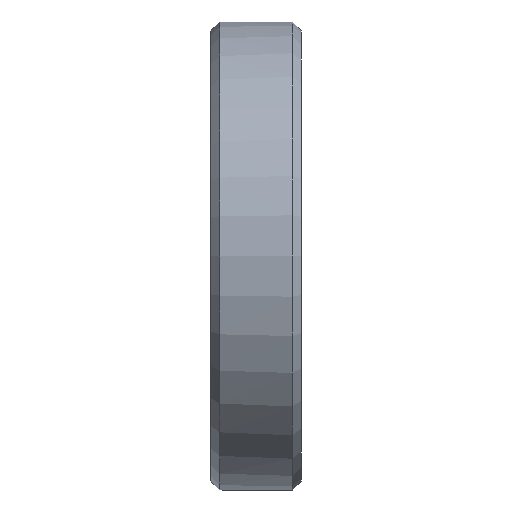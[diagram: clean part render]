
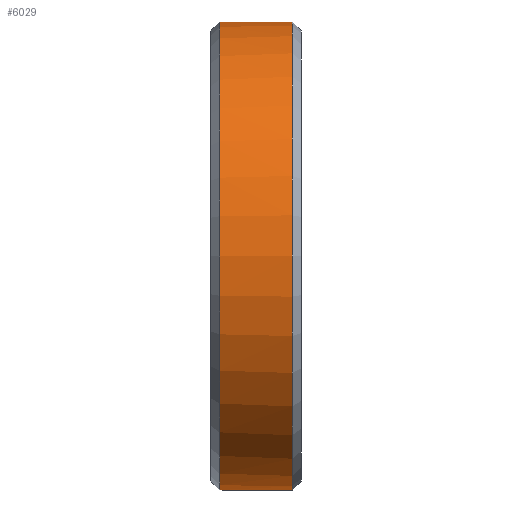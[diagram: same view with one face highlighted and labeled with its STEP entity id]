
A CAD part, left-side view. The second image highlights one B-rep face of the part: STEP entity #6029.
In plain terms, the highlighted cylindrical face has radius 13.145 mm (diameter 26.29 mm), a partial arc.
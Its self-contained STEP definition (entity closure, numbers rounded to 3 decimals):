
#444 = CARTESIAN_POINT ( 'NONE',  ( 0., 0.5, 0. ) ) ;
#626 = DIRECTION ( 'NONE',  ( 0., 0., 1. ) ) ;
#692 = CARTESIAN_POINT ( 'NONE',  ( 0., 4.45, 13.145 ) ) ;
#693 = DIRECTION ( 'NONE',  ( 0., 0., 1. ) ) ;
#773 = EDGE_CURVE ( 'NONE', #10715, #11302, #9267, .T. ) ;
#827 = CARTESIAN_POINT ( 'NONE',  ( 0., 0.5, 13.145 ) ) ;
#848 = FACE_OUTER_BOUND ( 'NONE', #5520, .T. ) ;
#951 = CARTESIAN_POINT ( 'NONE',  ( 0., 4.45, 0. ) ) ;
#1183 = DIRECTION ( 'NONE',  ( 0., 0., -1. ) ) ;
#1330 = VERTEX_POINT ( 'NONE', #3007 ) ;
#1351 = EDGE_CURVE ( 'NONE', #5006, #2384, #9083, .T. ) ;
#1392 = LINE ( 'NONE', #6012, #4922 ) ;
#1636 = ORIENTED_EDGE ( 'NONE', *, *, #7235, .F. ) ;
#1841 = ORIENTED_EDGE ( 'NONE', *, *, #2137, .T. ) ;
#2137 = EDGE_CURVE ( 'NONE', #9542, #5006, #3061, .T. ) ;
#2160 = EDGE_CURVE ( 'NONE', #11517, #2384, #4763, .T. ) ;
#2181 = CARTESIAN_POINT ( 'NONE',  ( 0., 5.1, 13.145 ) ) ;
#2384 = VERTEX_POINT ( 'NONE', #827 ) ;
#2385 = AXIS2_PLACEMENT_3D ( 'NONE', #9458, #3391, #693 ) ;
#2416 = CARTESIAN_POINT ( 'NONE',  ( -0.45, 4.6, 13.137 ) ) ;
#2615 = CIRCLE ( 'NONE', #2985, 13.145 ) ;
#2630 = AXIS2_PLACEMENT_3D ( 'NONE', #5944, #9497, #626 ) ;
#2848 = CARTESIAN_POINT ( 'NONE',  ( -0.45, 5.1, -13.137 ) ) ;
#2859 = EDGE_CURVE ( 'NONE', #11302, #9641, #5637, .T. ) ;
#2985 = AXIS2_PLACEMENT_3D ( 'NONE', #951, #10758, #8786 ) ;
#3007 = CARTESIAN_POINT ( 'NONE',  ( -0.45, 4.45, 13.137 ) ) ;
#3061 = LINE ( 'NONE', #11159, #4764 ) ;
#3184 = AXIS2_PLACEMENT_3D ( 'NONE', #7104, #10656, #1183 ) ;
#3391 = DIRECTION ( 'NONE',  ( 0., -1., 0. ) ) ;
#3542 = CYLINDRICAL_SURFACE ( 'NONE', #3184, 13.145 ) ;
#3938 = CIRCLE ( 'NONE', #2630, 13.145 ) ;
#4004 = DIRECTION ( 'NONE',  ( 0., 1., 0. ) ) ;
#4763 = LINE ( 'NONE', #2181, #10160 ) ;
#4764 = VECTOR ( 'NONE', #6556, 1000. ) ;
#4865 = CARTESIAN_POINT ( 'NONE',  ( 0., 0.5, -13.145 ) ) ;
#4922 = VECTOR ( 'NONE', #10272, 1000. ) ;
#5006 = VERTEX_POINT ( 'NONE', #4865 ) ;
#5520 = EDGE_LOOP ( 'NONE', ( #6064, #5569, #6934, #10189, #5571, #1636, #1841, #8085 ) ) ;
#5569 = ORIENTED_EDGE ( 'NONE', *, *, #6893, .F. ) ;
#5571 = ORIENTED_EDGE ( 'NONE', *, *, #2859, .T. ) ;
#5637 = LINE ( 'NONE', #2848, #8856 ) ;
#5743 = DIRECTION ( 'NONE',  ( 0., -1., 0. ) ) ;
#5944 = CARTESIAN_POINT ( 'NONE',  ( 0., 4.45, 0. ) ) ;
#6012 = CARTESIAN_POINT ( 'NONE',  ( -0.45, 5.1, 13.137 ) ) ;
#6029 = ADVANCED_FACE ( 'NONE', ( #848 ), #3542, .T. ) ;
#6064 = ORIENTED_EDGE ( 'NONE', *, *, #2160, .F. ) ;
#6556 = DIRECTION ( 'NONE',  ( 0., -1., 0. ) ) ;
#6850 = AXIS2_PLACEMENT_3D ( 'NONE', #444, #4004, #7504 ) ;
#6893 = EDGE_CURVE ( 'NONE', #1330, #11517, #3938, .T. ) ;
#6934 = ORIENTED_EDGE ( 'NONE', *, *, #8998, .T. ) ;
#7104 = CARTESIAN_POINT ( 'NONE',  ( 0., 5.1, 0. ) ) ;
#7235 = EDGE_CURVE ( 'NONE', #9542, #9641, #2615, .T. ) ;
#7392 = CARTESIAN_POINT ( 'NONE',  ( -0.45, 4.45, -13.137 ) ) ;
#7504 = DIRECTION ( 'NONE',  ( 0., 0., 1. ) ) ;
#8085 = ORIENTED_EDGE ( 'NONE', *, *, #1351, .T. ) ;
#8735 = CARTESIAN_POINT ( 'NONE',  ( 0., 4.45, -13.145 ) ) ;
#8786 = DIRECTION ( 'NONE',  ( 0., 0., 1. ) ) ;
#8856 = VECTOR ( 'NONE', #10020, 1000. ) ;
#8998 = EDGE_CURVE ( 'NONE', #1330, #10715, #1392, .T. ) ;
#9083 = CIRCLE ( 'NONE', #6850, 13.145 ) ;
#9267 = CIRCLE ( 'NONE', #2385, 13.145 ) ;
#9458 = CARTESIAN_POINT ( 'NONE',  ( 0., 4.6, 0. ) ) ;
#9497 = DIRECTION ( 'NONE',  ( 0., 1., 0. ) ) ;
#9542 = VERTEX_POINT ( 'NONE', #8735 ) ;
#9641 = VERTEX_POINT ( 'NONE', #7392 ) ;
#9979 = CARTESIAN_POINT ( 'NONE',  ( -0.45, 4.6, -13.137 ) ) ;
#10020 = DIRECTION ( 'NONE',  ( 0., -1., 0. ) ) ;
#10160 = VECTOR ( 'NONE', #5743, 1000. ) ;
#10189 = ORIENTED_EDGE ( 'NONE', *, *, #773, .T. ) ;
#10272 = DIRECTION ( 'NONE',  ( 0., 1., 0. ) ) ;
#10656 = DIRECTION ( 'NONE',  ( 0., -1., 0. ) ) ;
#10715 = VERTEX_POINT ( 'NONE', #2416 ) ;
#10758 = DIRECTION ( 'NONE',  ( 0., 1., 0. ) ) ;
#11159 = CARTESIAN_POINT ( 'NONE',  ( 0., 5.1, -13.145 ) ) ;
#11302 = VERTEX_POINT ( 'NONE', #9979 ) ;
#11517 = VERTEX_POINT ( 'NONE', #692 ) ;
